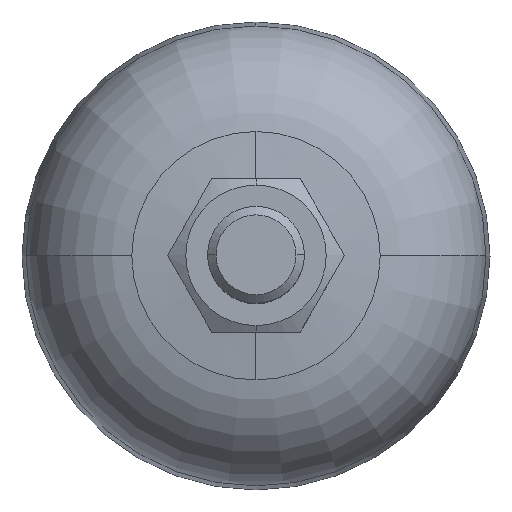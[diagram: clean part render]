
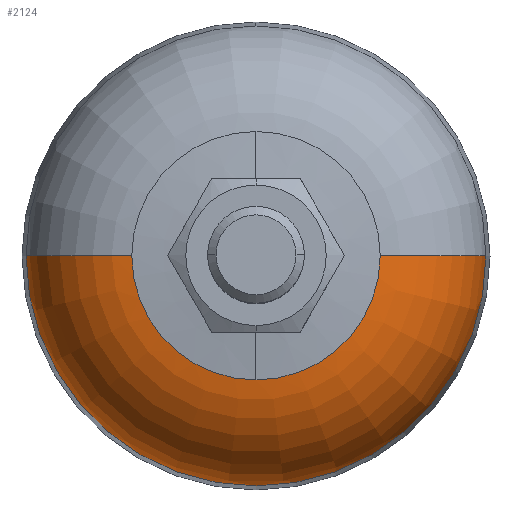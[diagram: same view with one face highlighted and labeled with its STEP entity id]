
A CAD part, top view. The second image highlights one B-rep face of the part: STEP entity #2124.
In plain terms, the highlighted toroidal (fillet/blend) face has major radius 13.562 mm and minor radius 15 mm.
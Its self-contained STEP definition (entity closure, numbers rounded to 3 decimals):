
#52 = EDGE_CURVE ( 'NONE', #1814, #2437, #1850, .T. ) ;
#58 = DIRECTION ( 'NONE',  ( 1., 0., 0. ) ) ;
#59 = AXIS2_PLACEMENT_3D ( 'NONE', #1702, #1483, #1510 ) ;
#118 = VERTEX_POINT ( 'NONE', #2125 ) ;
#188 = DIRECTION ( 'NONE',  ( 0., -1., 0. ) ) ;
#291 = VERTEX_POINT ( 'NONE', #1978 ) ;
#320 = CARTESIAN_POINT ( 'NONE',  ( 0., 0., 19.03 ) ) ;
#325 = EDGE_CURVE ( 'NONE', #291, #2855, #1957, .T. ) ;
#356 = DIRECTION ( 'NONE',  ( 1., 0., 0. ) ) ;
#387 = CIRCLE ( 'NONE', #578, 15. ) ;
#578 = AXIS2_PLACEMENT_3D ( 'NONE', #1663, #188, #1532 ) ;
#622 = ORIENTED_EDGE ( 'NONE', *, *, #325, .F. ) ;
#639 = EDGE_CURVE ( 'NONE', #118, #291, #689, .T. ) ;
#689 = CIRCLE ( 'NONE', #1548, 28.5 ) ;
#768 = CARTESIAN_POINT ( 'NONE',  ( 0., 15.392, 19.03 ) ) ;
#788 = CARTESIAN_POINT ( 'NONE',  ( 13.562, 0., 4.142 ) ) ;
#913 = AXIS2_PLACEMENT_3D ( 'NONE', #1105, #1329, #2700 ) ;
#914 = VERTEX_POINT ( 'NONE', #2668 ) ;
#959 = CARTESIAN_POINT ( 'NONE',  ( 0., 0., 5.5 ) ) ;
#969 = CARTESIAN_POINT ( 'NONE',  ( 15.392, 0., 19.03 ) ) ;
#975 = EDGE_LOOP ( 'NONE', ( #1642, #1885, #622, #2373, #1639, #1119 ) ) ;
#1022 = CARTESIAN_POINT ( 'NONE',  ( 28.5, 0., 5.5 ) ) ;
#1032 = CARTESIAN_POINT ( 'NONE',  ( 0., 0., 19.03 ) ) ;
#1045 = AXIS2_PLACEMENT_3D ( 'NONE', #320, #1389, #58 ) ;
#1105 = CARTESIAN_POINT ( 'NONE',  ( 0., 0., 4.142 ) ) ;
#1119 = ORIENTED_EDGE ( 'NONE', *, *, #1187, .F. ) ;
#1167 = FACE_OUTER_BOUND ( 'NONE', #975, .T. ) ;
#1187 = EDGE_CURVE ( 'NONE', #2437, #914, #1801, .T. ) ;
#1188 = DIRECTION ( 'NONE',  ( -1., 0., 0. ) ) ;
#1210 = EDGE_CURVE ( 'NONE', #1814, #2855, #1917, .T. ) ;
#1291 = AXIS2_PLACEMENT_3D ( 'NONE', #788, #2575, #1466 ) ;
#1329 = DIRECTION ( 'NONE',  ( 0., 0., -1. ) ) ;
#1389 = DIRECTION ( 'NONE',  ( 0., 0., 1. ) ) ;
#1466 = DIRECTION ( 'NONE',  ( -1., 0., 0. ) ) ;
#1483 = DIRECTION ( 'NONE',  ( 0., 0., -1. ) ) ;
#1510 = DIRECTION ( 'NONE',  ( -1., 0., 0. ) ) ;
#1532 = DIRECTION ( 'NONE',  ( 0., 0., -1. ) ) ;
#1548 = AXIS2_PLACEMENT_3D ( 'NONE', #959, #2329, #1188 ) ;
#1632 = EDGE_CURVE ( 'NONE', #914, #118, #387, .T. ) ;
#1639 = ORIENTED_EDGE ( 'NONE', *, *, #1632, .F. ) ;
#1642 = ORIENTED_EDGE ( 'NONE', *, *, #52, .F. ) ;
#1663 = CARTESIAN_POINT ( 'NONE',  ( -13.562, 0., 4.142 ) ) ;
#1702 = CARTESIAN_POINT ( 'NONE',  ( 0., 0., 5.5 ) ) ;
#1771 = AXIS2_PLACEMENT_3D ( 'NONE', #1032, #1934, #356 ) ;
#1801 = CIRCLE ( 'NONE', #1771, 15.392 ) ;
#1814 = VERTEX_POINT ( 'NONE', #969 ) ;
#1831 = TOROIDAL_SURFACE ( 'NONE', #913, 13.562, 15. ) ;
#1850 = CIRCLE ( 'NONE', #1045, 15.392 ) ;
#1885 = ORIENTED_EDGE ( 'NONE', *, *, #1210, .T. ) ;
#1917 = CIRCLE ( 'NONE', #1291, 15. ) ;
#1934 = DIRECTION ( 'NONE',  ( 0., 0., 1. ) ) ;
#1957 = CIRCLE ( 'NONE', #59, 28.5 ) ;
#1978 = CARTESIAN_POINT ( 'NONE',  ( 0., 28.5, 5.5 ) ) ;
#2124 = ADVANCED_FACE ( 'NONE', ( #1167 ), #1831, .T. ) ;
#2125 = CARTESIAN_POINT ( 'NONE',  ( -28.5, 0., 5.5 ) ) ;
#2329 = DIRECTION ( 'NONE',  ( 0., 0., -1. ) ) ;
#2373 = ORIENTED_EDGE ( 'NONE', *, *, #639, .F. ) ;
#2437 = VERTEX_POINT ( 'NONE', #768 ) ;
#2575 = DIRECTION ( 'NONE',  ( 0., 1., 0. ) ) ;
#2668 = CARTESIAN_POINT ( 'NONE',  ( -15.392, 0., 19.03 ) ) ;
#2700 = DIRECTION ( 'NONE',  ( -1., 0., 0. ) ) ;
#2855 = VERTEX_POINT ( 'NONE', #1022 ) ;
